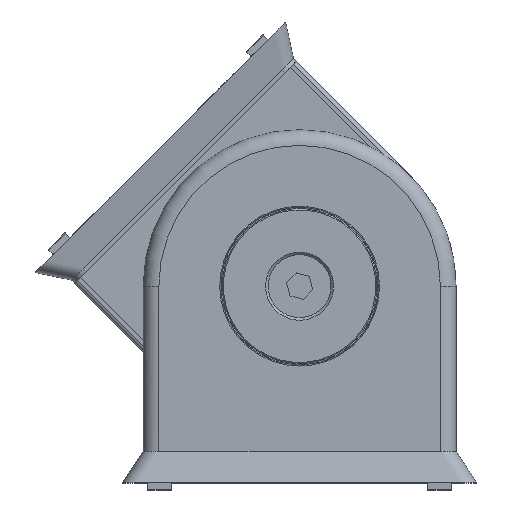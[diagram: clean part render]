
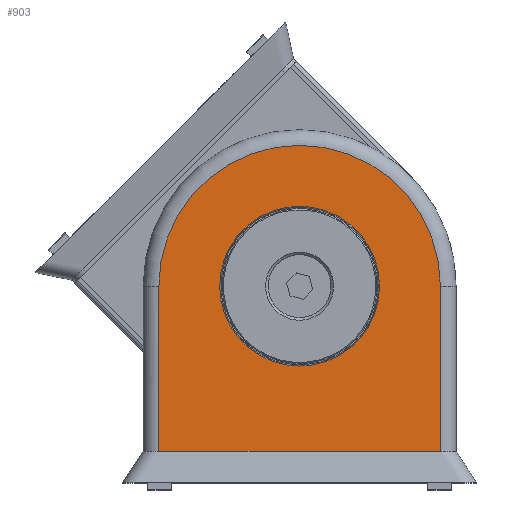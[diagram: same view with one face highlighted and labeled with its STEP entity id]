
A CAD part, top view. The second image highlights one B-rep face of the part: STEP entity #903.
In plain terms, the highlighted face is planar.
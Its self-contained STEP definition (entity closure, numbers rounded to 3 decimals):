
#903 = ADVANCED_FACE( '', ( #1823, #1824 ), #1825, .F. );
#1823 = FACE_BOUND( '', #2828, .T. );
#1824 = FACE_OUTER_BOUND( '', #2829, .T. );
#1825 = PLANE( '', #2830 );
#2828 = EDGE_LOOP( '', ( #4964 ) );
#2829 = EDGE_LOOP( '', ( #4965, #4966, #4967, #4968 ) );
#2830 = AXIS2_PLACEMENT_3D( '', #4969, #4970, #4971 );
#4964 = ORIENTED_EDGE( '', *, *, #6480, .F. );
#4965 = ORIENTED_EDGE( '', *, *, #6481, .T. );
#4966 = ORIENTED_EDGE( '', *, *, #6332, .T. );
#4967 = ORIENTED_EDGE( '', *, *, #6482, .F. );
#4968 = ORIENTED_EDGE( '', *, *, #6289, .T. );
#4969 = CARTESIAN_POINT( '', ( 19.9, 40., 35.8 ) );
#4970 = DIRECTION( '', ( -1., 0., 0. ) );
#4971 = DIRECTION( '', ( 0., 0., 1. ) );
#6289 = EDGE_CURVE( '', #7694, #7692, #7695, .T. );
#6332 = EDGE_CURVE( '', #7756, #7754, #7757, .T. );
#6480 = EDGE_CURVE( '', #7932, #7932, #7933, .F. );
#6481 = EDGE_CURVE( '', #7692, #7756, #7934, .T. );
#6482 = EDGE_CURVE( '', #7694, #7754, #7935, .T. );
#7692 = VERTEX_POINT( '', #9568 );
#7694 = VERTEX_POINT( '', #9570 );
#7695 = CIRCLE( '', #9571, 35.8 );
#7754 = VERTEX_POINT( '', #9650 );
#7756 = VERTEX_POINT( '', #9661 );
#7757 = B_SPLINE_CURVE_WITH_KNOTS( '', 1, ( #9662, #9663 ), .UNSPECIFIED., .F., .F., ( 2, 2 ), ( 0., 1. ), .UNSPECIFIED. );
#7932 = VERTEX_POINT( '', #9927 );
#7933 = CIRCLE( '', #9928, 20.319 );
#7934 = LINE( '', #9929, #9930 );
#7935 = LINE( '', #9931, #9932 );
#9568 = CARTESIAN_POINT( '', ( 19.9, 0., 35.8 ) );
#9570 = CARTESIAN_POINT( '', ( 19.9, 0., -35.8 ) );
#9571 = AXIS2_PLACEMENT_3D( '', #10934, #10935, #10936 );
#9650 = CARTESIAN_POINT( '', ( 19.9, -42., -35.8 ) );
#9661 = CARTESIAN_POINT( '', ( 19.9, -42., 35.8 ) );
#9662 = CARTESIAN_POINT( '', ( 19.9, -42., 35.8 ) );
#9663 = CARTESIAN_POINT( '', ( 19.9, -42., -35.8 ) );
#9927 = CARTESIAN_POINT( '', ( 19.9, 0., 20.319 ) );
#9928 = AXIS2_PLACEMENT_3D( '', #11133, #11134, #11135 );
#9929 = CARTESIAN_POINT( '', ( 19.9, 40., 35.8 ) );
#9930 = VECTOR( '', #11136, 1000. );
#9931 = CARTESIAN_POINT( '', ( 19.9, 40., -35.8 ) );
#9932 = VECTOR( '', #11137, 1000. );
#10934 = CARTESIAN_POINT( '', ( 19.9, 0., 0. ) );
#10935 = DIRECTION( '', ( 1., 0., 0. ) );
#10936 = DIRECTION( '', ( 0., 0., -1. ) );
#11133 = CARTESIAN_POINT( '', ( 19.9, 0., 0. ) );
#11134 = DIRECTION( '', ( -1., 0., 0. ) );
#11135 = DIRECTION( '', ( 0., 0., 1. ) );
#11136 = DIRECTION( '', ( 0., -1., 0. ) );
#11137 = DIRECTION( '', ( 0., -1., 0. ) );
